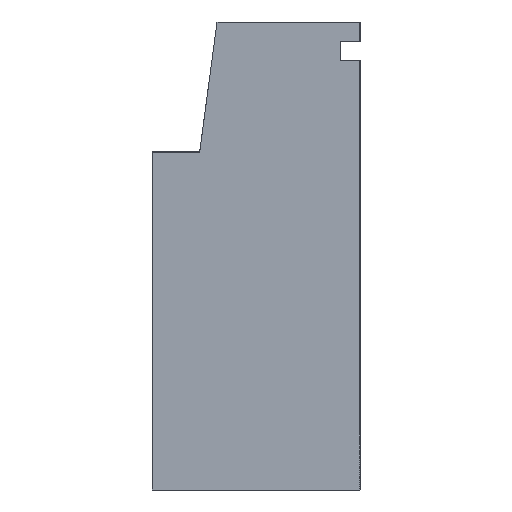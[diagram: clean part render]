
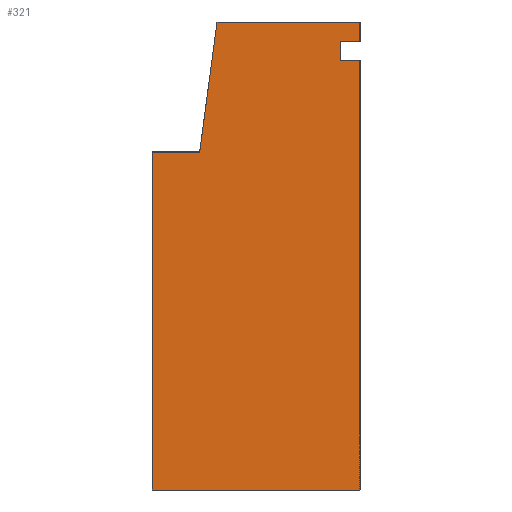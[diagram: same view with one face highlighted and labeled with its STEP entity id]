
A CAD part, left-side view. The second image highlights one B-rep face of the part: STEP entity #321.
In plain terms, the highlighted planar face has unit normal (-1, 0, 0).
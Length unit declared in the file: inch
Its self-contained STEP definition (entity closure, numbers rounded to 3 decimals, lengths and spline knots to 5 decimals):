
#15=FACE_OUTER_BOUND('',#32,.T.);
#32=EDGE_LOOP('',(#214,#215,#216,#217,#218,#219,#220,#221,#222,#223));
#49=LINE('',#454,#94);
#50=LINE('',#456,#95);
#51=LINE('',#458,#96);
#52=LINE('',#460,#97);
#53=LINE('',#462,#98);
#54=LINE('',#464,#99);
#55=LINE('',#466,#100);
#56=LINE('',#468,#101);
#57=LINE('',#470,#102);
#58=LINE('',#471,#103);
#94=VECTOR('',#373,0.3937);
#95=VECTOR('',#374,0.3937);
#96=VECTOR('',#375,0.3937);
#97=VECTOR('',#376,0.3937);
#98=VECTOR('',#377,0.3937);
#99=VECTOR('',#378,0.3937);
#100=VECTOR('',#379,0.3937);
#101=VECTOR('',#380,0.3937);
#102=VECTOR('',#381,0.3937);
#103=VECTOR('',#382,0.3937);
#139=VERTEX_POINT('',#452);
#140=VERTEX_POINT('',#453);
#141=VERTEX_POINT('',#455);
#142=VERTEX_POINT('',#457);
#143=VERTEX_POINT('',#459);
#144=VERTEX_POINT('',#461);
#145=VERTEX_POINT('',#463);
#146=VERTEX_POINT('',#465);
#147=VERTEX_POINT('',#467);
#148=VERTEX_POINT('',#469);
#169=EDGE_CURVE('',#139,#140,#49,.T.);
#170=EDGE_CURVE('',#141,#139,#50,.T.);
#171=EDGE_CURVE('',#142,#141,#51,.T.);
#172=EDGE_CURVE('',#143,#142,#52,.T.);
#173=EDGE_CURVE('',#144,#143,#53,.T.);
#174=EDGE_CURVE('',#145,#144,#54,.T.);
#175=EDGE_CURVE('',#146,#145,#55,.T.);
#176=EDGE_CURVE('',#147,#146,#56,.T.);
#177=EDGE_CURVE('',#148,#147,#57,.T.);
#178=EDGE_CURVE('',#140,#148,#58,.T.);
#214=ORIENTED_EDGE('',*,*,#169,.F.);
#215=ORIENTED_EDGE('',*,*,#170,.F.);
#216=ORIENTED_EDGE('',*,*,#171,.F.);
#217=ORIENTED_EDGE('',*,*,#172,.F.);
#218=ORIENTED_EDGE('',*,*,#173,.F.);
#219=ORIENTED_EDGE('',*,*,#174,.F.);
#220=ORIENTED_EDGE('',*,*,#175,.F.);
#221=ORIENTED_EDGE('',*,*,#176,.F.);
#222=ORIENTED_EDGE('',*,*,#177,.F.);
#223=ORIENTED_EDGE('',*,*,#178,.F.);
#304=PLANE('',#352);
#321=ADVANCED_FACE('',(#15),#304,.F.);
#352=AXIS2_PLACEMENT_3D('',#451,#371,#372);
#371=DIRECTION('center_axis',(1.,0.,0.));
#372=DIRECTION('ref_axis',(0.,0.,-1.));
#373=DIRECTION('',(0.,-1.,0.));
#374=DIRECTION('',(0.,0.,-1.));
#375=DIRECTION('',(0.,1.,0.));
#376=DIRECTION('',(0.,0.,-1.));
#377=DIRECTION('',(0.,-1.,0.));
#378=DIRECTION('',(0.,-0.132,0.991));
#379=DIRECTION('',(0.,-1.,0.));
#380=DIRECTION('',(0.,0.,1.));
#381=DIRECTION('',(0.,1.,0.));
#382=DIRECTION('',(0.,0.,-1.));
#451=CARTESIAN_POINT('Origin',(106.01448,-4.25,5.5));
#452=CARTESIAN_POINT('',(106.01448,-3.875,-0.75));
#453=CARTESIAN_POINT('',(106.01448,-4.25,-0.75));
#454=CARTESIAN_POINT('',(106.01448,-4.25,-0.75));
#455=CARTESIAN_POINT('',(106.01448,-3.875,-0.375));
#456=CARTESIAN_POINT('',(106.01448,-3.875,-11.78803));
#457=CARTESIAN_POINT('',(106.01448,-4.25,-0.375));
#458=CARTESIAN_POINT('',(106.01448,-4.0625,-0.375));
#459=CARTESIAN_POINT('',(106.01448,-4.25,0.));
#460=CARTESIAN_POINT('',(106.01448,-4.25,-11.64439));
#461=CARTESIAN_POINT('',(106.01448,-1.5,0.));
#462=CARTESIAN_POINT('',(106.01448,-4.25,0.));
#463=CARTESIAN_POINT('',(106.01448,-1.16667,-2.5));
#464=CARTESIAN_POINT('',(106.01448,-1.88428,2.8821));
#465=CARTESIAN_POINT('',(106.01448,-0.25,-2.5));
#466=CARTESIAN_POINT('',(106.01448,-2.125,-2.5));
#467=CARTESIAN_POINT('',(106.01448,-0.25,-9.));
#468=CARTESIAN_POINT('',(106.01448,-0.25,-15.09159));
#469=CARTESIAN_POINT('',(106.01448,-4.25,-9.));
#470=CARTESIAN_POINT('',(106.01448,-2.25,-9.));
#471=CARTESIAN_POINT('',(106.01448,-4.25,-11.93166));
